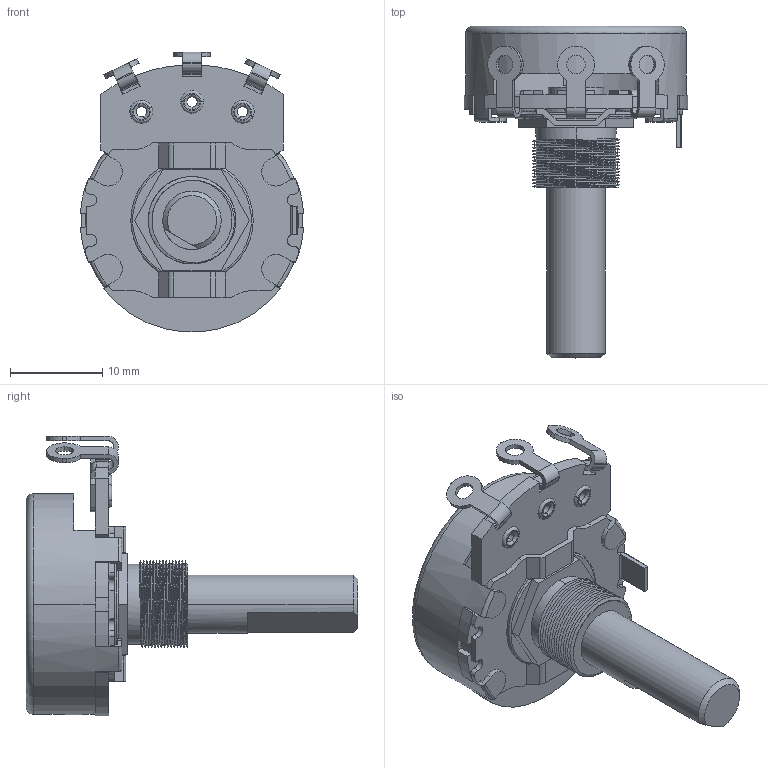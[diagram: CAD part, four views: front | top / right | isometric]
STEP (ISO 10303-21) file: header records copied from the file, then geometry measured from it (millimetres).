
FILE_DESCRIPTION((''),'2;1');
FILE_NAME('F24KNP24B5K5L25FC12','2018-08-22T',('ro0015'),(''),'PRO/ENGINEER BY PARAMETRIC TECHNOLOGY CORPORATION, 2012480','PRO/ENGINEER BY PARAMETRIC TECHNOLOGY CORPORATION, 2012480','');
FILE_SCHEMA(('CONFIG_CONTROL_DESIGN'));
Length unit declared in the file: millimetre
Products named in the file (1): F24KNP24B5K5L25FC12
Bounding box: 24.25 x 36.04 x 30.36 mm (x, y, z)
Volume: 2503 mm3; surface area: 4844.9 mm2
Topology: 1 solids, 1 shells, 458 faces, 1335 edges, 859 vertices
Faces by surface type: plane 238, cylinder 170, torus 37, bspline 12, cone 1
Entity records: 22632 total; most frequent: CARTESIAN_POINT 8613, ORIENTED_EDGE 2670, DIRECTION 2539, EDGE_CURVE 1335, AXIS2_PLACEMENT_3D 866, VERTEX_POINT 859, VECTOR 807, LINE 807
